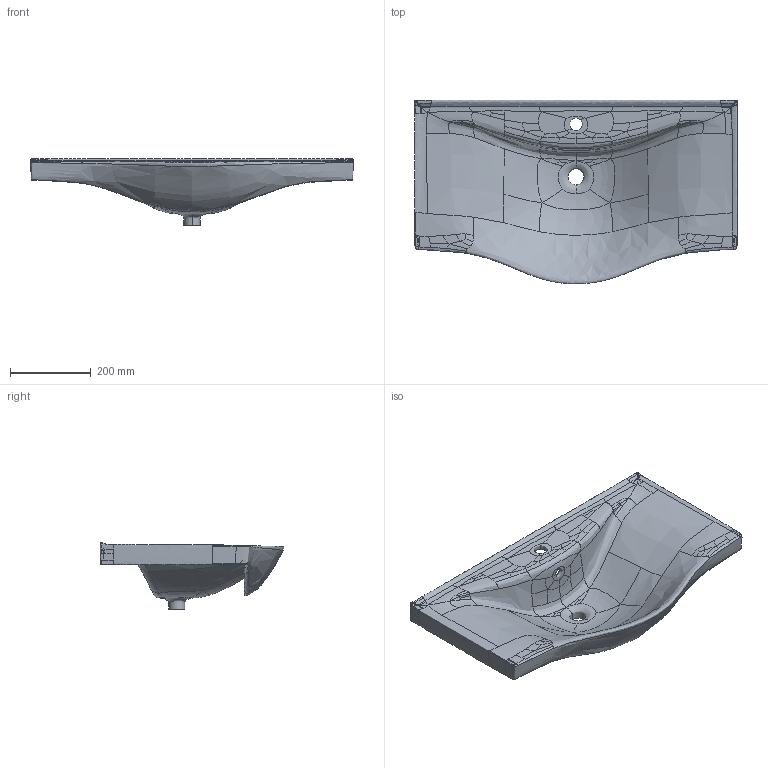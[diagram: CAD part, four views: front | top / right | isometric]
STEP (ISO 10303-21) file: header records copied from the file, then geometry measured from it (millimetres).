
FILE_DESCRIPTION(/* description */ (''),/* implementation_level */ '2;1');
FILE_NAME(/* name */ 'Basic 7080',/* time_stamp */ '2025-07-12T19:36:30+03:00',/* author */ (''),/* organization */ (''),/* preprocessor_version */ 'ST-DEVELOPER v16.5',/* originating_system */ '',/* authorisation */ '');
FILE_SCHEMA (('AUTOMOTIVE_DESIGN_CC2'));
Length unit declared in the file: millimetre
Products named in the file (1): Document
Bounding box: 800.02 x 455.52 x 165 mm (x, y, z)
Surface area: 563952 mm2 (no closed solid volume)
Topology: 0 solids, 1 shells, 245 faces, 625 edges, 378 vertices
Faces by surface type: bspline 245
Entity records: 32521 total; most frequent: CARTESIAN_POINT 28647, ORIENTED_EDGE 1232, EDGE_CURVE 625, B_SPLINE_CURVE_WITH_KNOTS 625, VERTEX_POINT 378, ADVANCED_FACE 245, FACE_OUTER_BOUND 245, EDGE_LOOP 245
